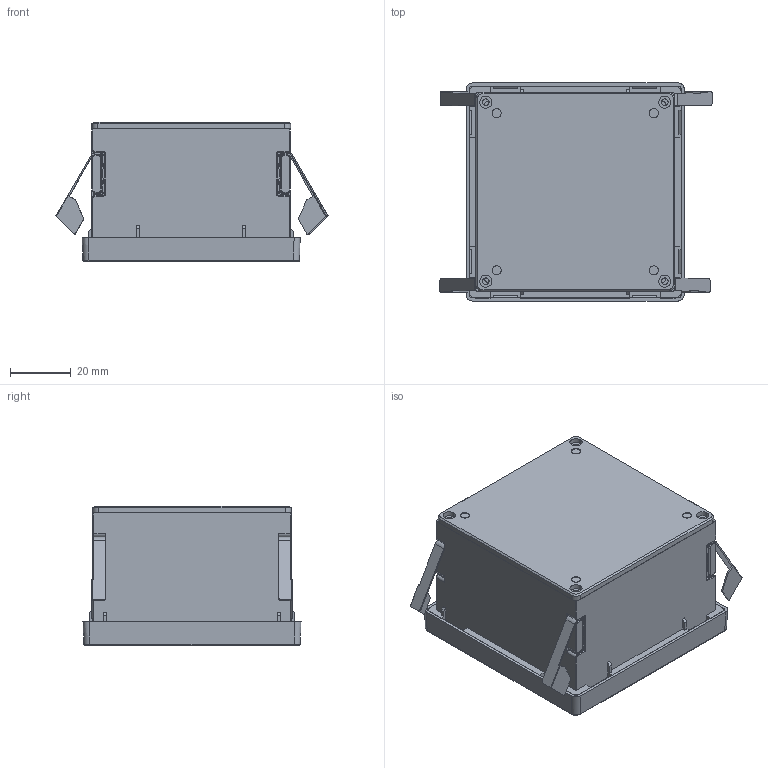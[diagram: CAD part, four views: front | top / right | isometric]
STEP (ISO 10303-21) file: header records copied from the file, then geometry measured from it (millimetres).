
FILE_DESCRIPTION (( 'STEP AP203' ), '1' );
FILE_NAME ('FE-72x72.STEP', '2018-08-15T08:12:59', ( '' ), ( '' ), 'SwSTEP 2.0', 'SolidWorks 2013', '' );
FILE_SCHEMA (( 'CONFIG_CONTROL_DESIGN' ));
Length unit declared in the file: millimetre
Products named in the file (8): 044122702_Rohgehaeuse_72x72x44; Front-72x72; FE-72x72; 0441005_Panel-Clip.1; 0441006_Panel-Clip_Linke_Ausf; Boden-445-233-01; 0445236_Frontrahmen_72x72; 0440004_Gewindeeinsatz_M2.4.1
Assembly tree (16 placements, depth 2):
  FE-72x72
    0440004_Gewindeeinsatz_M2.4.1  x8
    0441006_Panel-Clip_Linke_Ausf  x2
    0441005_Panel-Clip.1  x2
    044122702_Rohgehaeuse_72x72x44
    0445236_Frontrahmen_72x72
    Boden-445-233-01
    Front-72x72
Bounding box: 89.87 x 72 x 46.06 mm (x, y, z)
Volume: 55874 mm3; surface area: 57878.1 mm2
Topology: 16 solids, 16 shells, 960 faces, 2549 edges, 1666 vertices
Faces by surface type: plane 580, cylinder 242, bspline 108, cone 30
Entity records: 31393 total; most frequent: CARTESIAN_POINT 9490, ORIENTED_EDGE 4550, DIRECTION 3965, EDGE_CURVE 2275, VECTOR 1671, LINE 1671, VERTEX_POINT 1484, AXIS2_PLACEMENT_3D 1147
